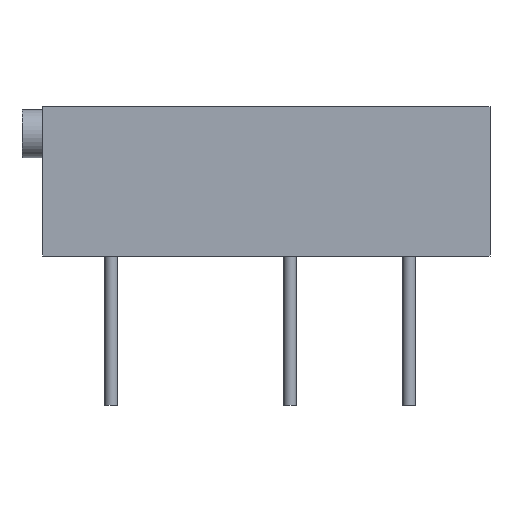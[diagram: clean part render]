
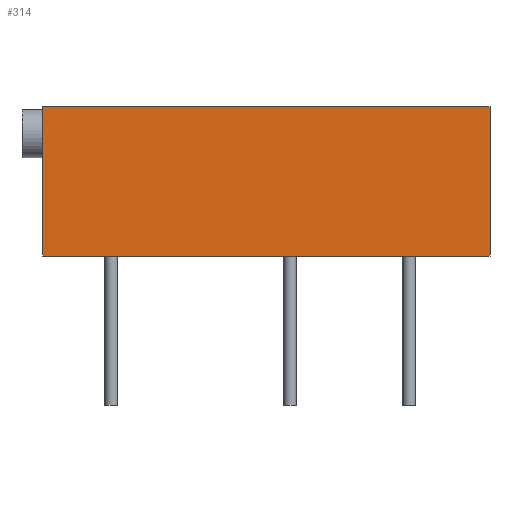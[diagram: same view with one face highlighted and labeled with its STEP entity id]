
A CAD part, front view. The second image highlights one B-rep face of the part: STEP entity #314.
In plain terms, the highlighted planar face has unit normal (0, -1, 0).
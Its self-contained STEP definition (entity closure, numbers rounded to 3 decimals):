
#314=ADVANCED_FACE('',(#320),#315,.T.);
#315=PLANE('',#316);
#316=AXIS2_PLACEMENT_3D('',#317,#318,#319);
#317=CARTESIAN_POINT('',(-2.908,-1.143,0.0));
#318=DIRECTION('',(0.0,-1.0,0.0));
#319=DIRECTION('',(0.,0.,1.));
#320=FACE_OUTER_BOUND('',#321,.T.);
#321=EDGE_LOOP('',(#322,#332,#342,#352));
#325=CARTESIAN_POINT('',(16.142,-1.143,0.0));
#324=VERTEX_POINT('',#325);
#327=CARTESIAN_POINT('',(-2.908,-1.143,0.0));
#326=VERTEX_POINT('',#327);
#323=EDGE_CURVE('',#324,#326,#328,.T.);
#328=LINE('',#325,#330);
#330=VECTOR('',#331,19.05);
#331=DIRECTION('',(-1.0,0.0,0.0));
#322=ORIENTED_EDGE('',*,*,#323,.F.);
#335=CARTESIAN_POINT('',(16.142,-1.143,6.35));
#334=VERTEX_POINT('',#335);
#333=EDGE_CURVE('',#334,#324,#338,.T.);
#338=LINE('',#335,#340);
#340=VECTOR('',#341,6.35);
#341=DIRECTION('',(0.0,0.0,-1.0));
#332=ORIENTED_EDGE('',*,*,#333,.F.);
#345=CARTESIAN_POINT('',(-2.908,-1.143,6.35));
#344=VERTEX_POINT('',#345);
#343=EDGE_CURVE('',#344,#334,#348,.T.);
#348=LINE('',#345,#350);
#350=VECTOR('',#351,19.05);
#351=DIRECTION('',(1.0,0.0,0.0));
#342=ORIENTED_EDGE('',*,*,#343,.F.);
#353=EDGE_CURVE('',#326,#344,#358,.T.);
#358=LINE('',#327,#360);
#360=VECTOR('',#361,6.35);
#361=DIRECTION('',(0.0,0.0,1.0));
#352=ORIENTED_EDGE('',*,*,#353,.F.);
